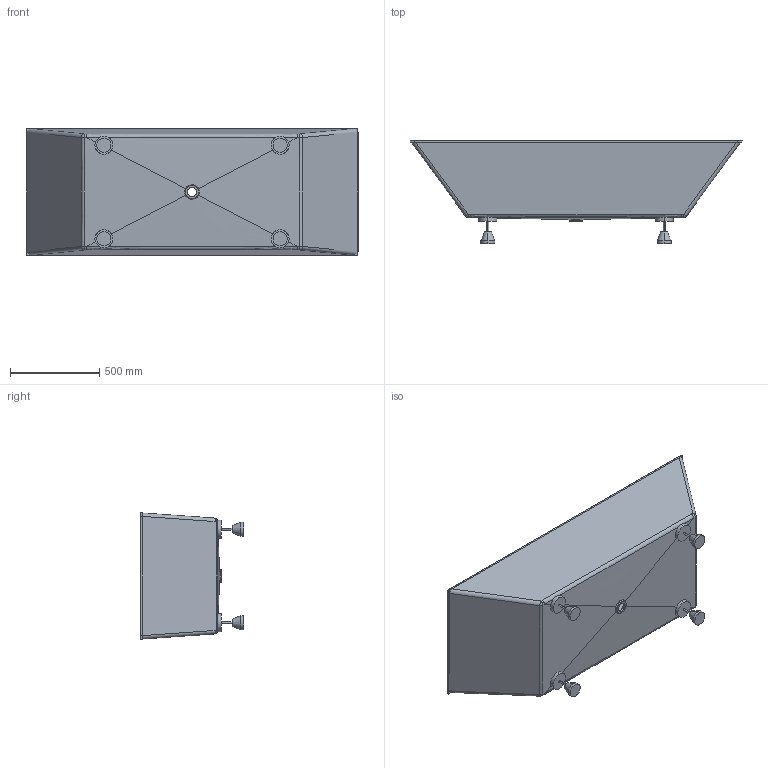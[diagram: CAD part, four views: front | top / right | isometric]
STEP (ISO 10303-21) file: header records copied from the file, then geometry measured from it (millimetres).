
FILE_DESCRIPTION (( 'STEP AP214' ), '1' );
FILE_NAME ('BO-2.STEP', '2018-04-13T11:16:16', ( 'Admin' ), ( '' ), 'SwSTEP 2.0', 'SolidWorks 2017', '' );
FILE_SCHEMA (( 'AUTOMOTIVE_DESIGN' ));
Length unit declared in the file: millimetre
Products named in the file (1): BO-2
Bounding box: 1864.8 x 580 x 710.05 mm (x, y, z)
Volume: 29928395.4 mm3; surface area: 5948685 mm2
Topology: 2 solids, 2 shells, 120 faces, 288 edges, 176 vertices
Faces by surface type: cylinder 36, bspline 36, plane 32, cone 8, sphere 8
Entity records: 9617 total; most frequent: CARTESIAN_POINT 7115, ORIENTED_EDGE 568, DIRECTION 410, EDGE_CURVE 284, VERTEX_POINT 176, AXIS2_PLACEMENT_3D 161, EDGE_LOOP 132, FACE_OUTER_BOUND 120
